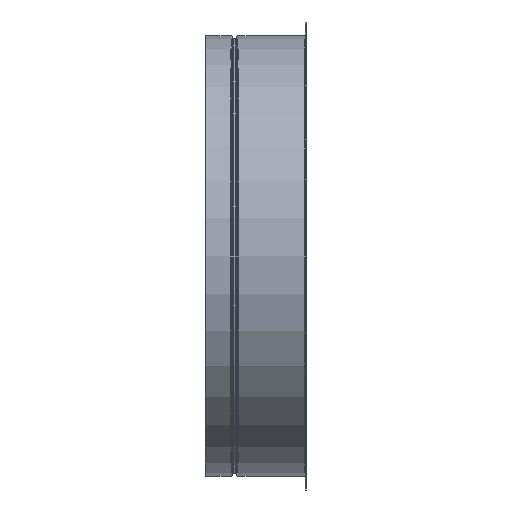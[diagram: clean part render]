
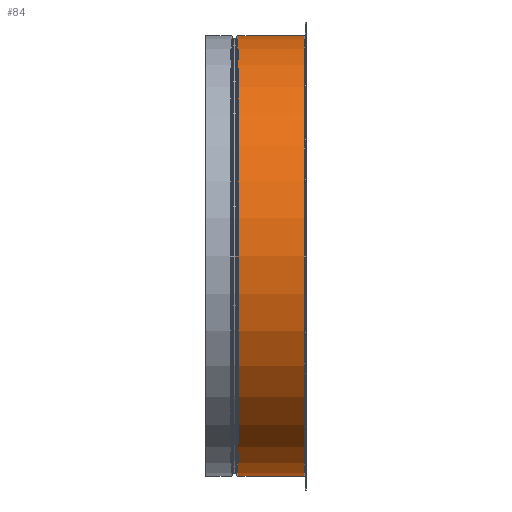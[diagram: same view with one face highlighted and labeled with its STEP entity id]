
A CAD part, left-side view. The second image highlights one B-rep face of the part: STEP entity #84.
In plain terms, the highlighted cylindrical face has radius 225 mm (diameter 450 mm), a partial arc.
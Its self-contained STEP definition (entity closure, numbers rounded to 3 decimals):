
#5 = AXIS2_PLACEMENT_3D ( 'NONE', #256, #594, #148 ) ;
#31 = CARTESIAN_POINT ( 'NONE',  ( 0., 69.7, 0. ) ) ;
#84 = ADVANCED_FACE ( 'Y�z1', ( #863 ), #600, .T. ) ;
#130 = VECTOR ( 'NONE', #237, 1000. ) ;
#133 = ORIENTED_EDGE ( 'NONE', *, *, #748, .T. ) ;
#148 = DIRECTION ( 'NONE',  ( 0., 0., -1. ) ) ;
#237 = DIRECTION ( 'NONE',  ( 0., -1., 0. ) ) ;
#256 = CARTESIAN_POINT ( 'NONE',  ( 0., 0., 0. ) ) ;
#274 = DIRECTION ( 'NONE',  ( 0., -1., 0. ) ) ;
#332 = AXIS2_PLACEMENT_3D ( 'NONE', #626, #274, #732 ) ;
#339 = DIRECTION ( 'NONE',  ( 0., -1., 0. ) ) ;
#354 = CARTESIAN_POINT ( 'NONE',  ( 0., 1.8, 225. ) ) ;
#411 = CARTESIAN_POINT ( 'NONE',  ( 0., 0., 225. ) ) ;
#415 = VERTEX_POINT ( 'NONE', #1036 ) ;
#450 = LINE ( 'NONE', #555, #943 ) ;
#478 = DIRECTION ( 'NONE',  ( 0., -1., 0. ) ) ;
#480 = CARTESIAN_POINT ( 'NONE',  ( 0., 69.7, 225. ) ) ;
#540 = VERTEX_POINT ( 'NONE', #354 ) ;
#555 = CARTESIAN_POINT ( 'NONE',  ( 0., 0., -225. ) ) ;
#594 = DIRECTION ( 'NONE',  ( 0., -1., 0. ) ) ;
#600 = CYLINDRICAL_SURFACE ( 'NONE', #5, 225. ) ;
#626 = CARTESIAN_POINT ( 'NONE',  ( 0., 1.8, 0. ) ) ;
#646 = EDGE_CURVE ( 'Kenar3', #540, #415, #1002, .T. ) ;
#661 = DIRECTION ( 'NONE',  ( 0., 0., -1. ) ) ;
#677 = EDGE_LOOP ( 'NONE', ( #767, #133, #853, #784 ) ) ;
#720 = AXIS2_PLACEMENT_3D ( 'NONE', #31, #478, #661 ) ;
#732 = DIRECTION ( 'NONE',  ( 0., 0., -1. ) ) ;
#748 = EDGE_CURVE ( 'NONE', #1164, #1088, #828, .T. ) ;
#767 = ORIENTED_EDGE ( 'NONE', *, *, #823, .F. ) ;
#784 = ORIENTED_EDGE ( 'NONE', *, *, #646, .F. ) ;
#823 = EDGE_CURVE ( 'NONE', #1164, #540, #1131, .T. ) ;
#828 = CIRCLE ( 'NONE', #720, 225. ) ;
#853 = ORIENTED_EDGE ( 'NONE', *, *, #1107, .T. ) ;
#863 = FACE_OUTER_BOUND ( 'NONE', #677, .T. ) ;
#943 = VECTOR ( 'NONE', #339, 1000. ) ;
#992 = CARTESIAN_POINT ( 'NONE',  ( 0., 69.7, -225. ) ) ;
#1002 = CIRCLE ( 'NONE', #332, 225. ) ;
#1036 = CARTESIAN_POINT ( 'NONE',  ( 0., 1.8, -225. ) ) ;
#1088 = VERTEX_POINT ( 'NONE', #992 ) ;
#1107 = EDGE_CURVE ( 'NONE', #1088, #415, #450, .T. ) ;
#1131 = LINE ( 'NONE', #411, #130 ) ;
#1164 = VERTEX_POINT ( 'NONE', #480 ) ;
